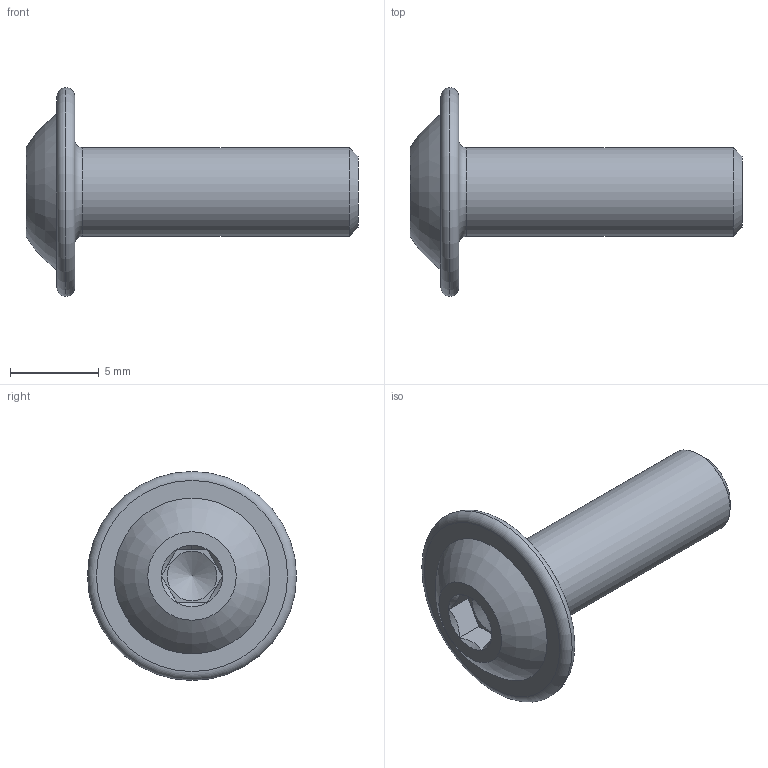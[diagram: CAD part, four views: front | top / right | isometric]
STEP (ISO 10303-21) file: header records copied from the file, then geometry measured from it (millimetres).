
FILE_DESCRIPTION(/* description */ ('Alibre Inc.'),/* implementation_level */ '2;1');
FILE_NAME(/* name */ 'export-D731DE6B-1189-426B-91F4-C4C780B4A3E1',/* time_stamp */ '2020-03-19T17:55:00+01:00',/* author */ (''),/* organization */ (''),/* preprocessor_version */ 'ST-DEVELOPER v17',/* originating_system */ 'Alibre',/* authorisation */ '');
FILE_SCHEMA (('AUTOMOTIVE_DESIGN'));
Length unit declared in the file: millimetre
Bounding box: 18.75 x 11.8 x 11.8 mm (x, y, z)
Volume: 477.2 mm3; surface area: 515.8 mm2
Topology: 1 solids, 1 shells, 25 faces, 47 edges, 27 vertices
Faces by surface type: plane 11, cone 9, torus 4, cylinder 1
Full cylindrical faces by diameter (mm): 5 x1
Entity records: 574 total; most frequent: CARTESIAN_POINT 111, ORIENTED_EDGE 92, DIRECTION 81, EDGE_CURVE 46, AXIS2_PLACEMENT_3D 40, EDGE_LOOP 29, FACE_BOUND 29, VERTEX_POINT 27
